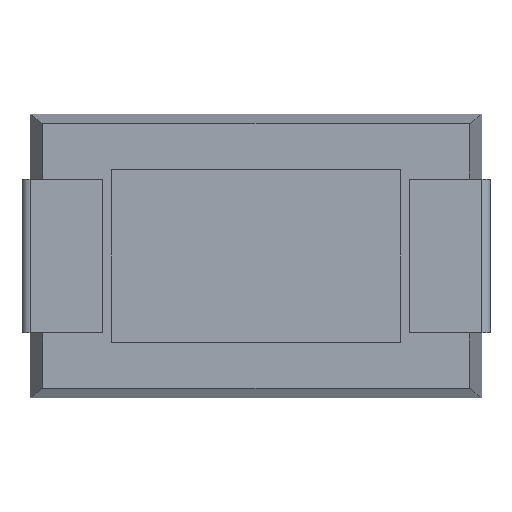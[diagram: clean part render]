
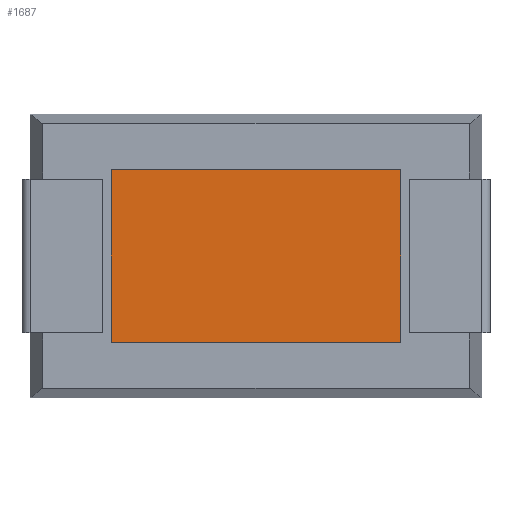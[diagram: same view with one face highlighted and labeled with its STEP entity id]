
A CAD part, front view. The second image highlights one B-rep face of the part: STEP entity #1687.
In plain terms, the highlighted planar face has unit normal (0, -1, 0).
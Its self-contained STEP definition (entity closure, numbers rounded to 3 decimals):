
#75 = CARTESIAN_POINT ( 'NONE',  ( 1.32, -0.05, -3.7 ) ) ;
#80 = CARTESIAN_POINT ( 'NONE',  ( 6.02, -0.05, -0.9 ) ) ;
#149 = LINE ( 'NONE', #3536, #3789 ) ;
#195 = ORIENTED_EDGE ( 'NONE', *, *, #3023, .T. ) ;
#311 = EDGE_CURVE ( 'NONE', #2994, #1829, #2854, .T. ) ;
#347 = DIRECTION ( 'NONE',  ( 0., 0., -1. ) ) ;
#603 = ORIENTED_EDGE ( 'NONE', *, *, #1326, .T. ) ;
#1020 = DIRECTION ( 'NONE',  ( 0., 0., 1. ) ) ;
#1063 = DIRECTION ( 'NONE',  ( 1., 0., 0. ) ) ;
#1178 = VECTOR ( 'NONE', #1063, 1000. ) ;
#1326 = EDGE_CURVE ( 'NONE', #2577, #2994, #1647, .T. ) ;
#1335 = DIRECTION ( 'NONE',  ( 0., 0., -1. ) ) ;
#1424 = CARTESIAN_POINT ( 'NONE',  ( 6.02, -0.05, -3.7 ) ) ;
#1647 = LINE ( 'NONE', #3559, #2598 ) ;
#1687 = ADVANCED_FACE ( 'NONE', ( #2196 ), #2256, .T. ) ;
#1829 = VERTEX_POINT ( 'NONE', #1424 ) ;
#1988 = CARTESIAN_POINT ( 'NONE',  ( 1.32, -0.05, -3.7 ) ) ;
#2008 = VECTOR ( 'NONE', #1020, 1000. ) ;
#2196 = FACE_OUTER_BOUND ( 'NONE', #3996, .T. ) ;
#2256 = PLANE ( 'NONE',  #2561 ) ;
#2264 = VERTEX_POINT ( 'NONE', #80 ) ;
#2493 = ORIENTED_EDGE ( 'NONE', *, *, #311, .T. ) ;
#2518 = DIRECTION ( 'NONE',  ( -1., 0., 0. ) ) ;
#2555 = CARTESIAN_POINT ( 'NONE',  ( 0., -0.05, 0. ) ) ;
#2561 = AXIS2_PLACEMENT_3D ( 'NONE', #2555, #2596, #347 ) ;
#2569 = CARTESIAN_POINT ( 'NONE',  ( 6.02, -0.05, -0.9 ) ) ;
#2577 = VERTEX_POINT ( 'NONE', #2927 ) ;
#2587 = ORIENTED_EDGE ( 'NONE', *, *, #3550, .T. ) ;
#2596 = DIRECTION ( 'NONE',  ( 0., -1., 0. ) ) ;
#2598 = VECTOR ( 'NONE', #1335, 1000. ) ;
#2854 = LINE ( 'NONE', #1988, #1178 ) ;
#2894 = LINE ( 'NONE', #2569, #2008 ) ;
#2927 = CARTESIAN_POINT ( 'NONE',  ( 1.32, -0.05, -0.9 ) ) ;
#2994 = VERTEX_POINT ( 'NONE', #75 ) ;
#3023 = EDGE_CURVE ( 'NONE', #1829, #2264, #2894, .T. ) ;
#3536 = CARTESIAN_POINT ( 'NONE',  ( 1.32, -0.05, -0.9 ) ) ;
#3550 = EDGE_CURVE ( 'NONE', #2264, #2577, #149, .T. ) ;
#3559 = CARTESIAN_POINT ( 'NONE',  ( 1.32, -0.05, -0.9 ) ) ;
#3789 = VECTOR ( 'NONE', #2518, 1000. ) ;
#3996 = EDGE_LOOP ( 'NONE', ( #603, #2493, #195, #2587 ) ) ;
